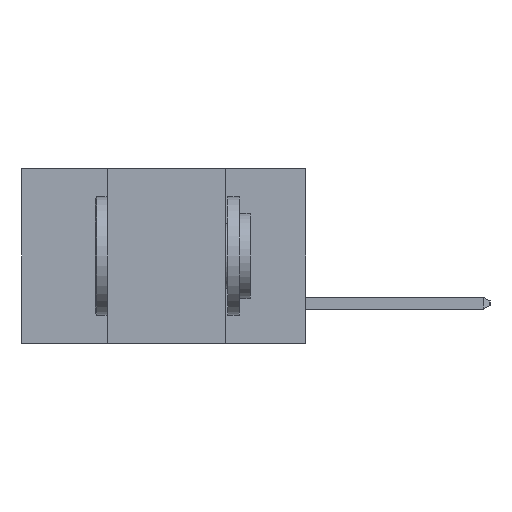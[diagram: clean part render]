
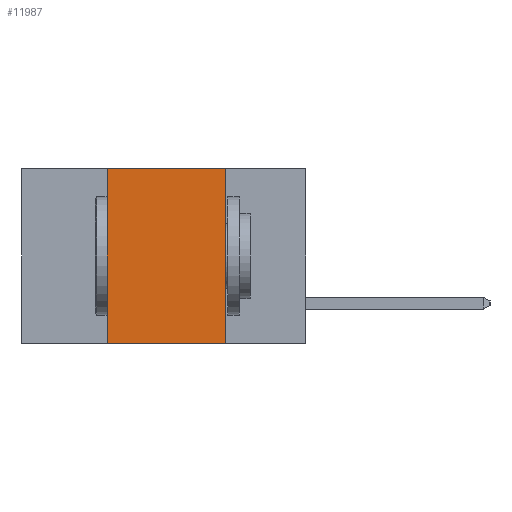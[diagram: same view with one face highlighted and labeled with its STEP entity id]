
A CAD part, left-side view. The second image highlights one B-rep face of the part: STEP entity #11987.
In plain terms, the highlighted planar face has unit normal (-1, 0, 0).
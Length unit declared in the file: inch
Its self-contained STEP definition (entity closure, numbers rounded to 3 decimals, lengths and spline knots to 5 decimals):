
#224 = LINE ( 'NONE', #8675, #10020 ) ;
#737 = VERTEX_POINT ( 'NONE', #10608 ) ;
#1138 = CARTESIAN_POINT ( 'NONE',  ( 0., 0.17, -0.37 ) ) ;
#1765 = EDGE_CURVE ( 'NONE', #4737, #9275, #7582, .T. ) ;
#1826 = VECTOR ( 'NONE', #6391, 39.37008 ) ;
#1956 = PLANE ( 'NONE',  #10105 ) ;
#2392 = CARTESIAN_POINT ( 'NONE',  ( 0., 0.42, -0.37 ) ) ;
#2465 = EDGE_CURVE ( 'NONE', #737, #4737, #3464, .T. ) ;
#3000 = DIRECTION ( 'NONE',  ( 0., 0., -1. ) ) ;
#3141 = EDGE_CURVE ( 'NONE', #3314, #737, #224, .T. ) ;
#3314 = VERTEX_POINT ( 'NONE', #2392 ) ;
#3464 = LINE ( 'NONE', #8193, #1826 ) ;
#3817 = EDGE_CURVE ( 'NONE', #3314, #9275, #4021, .T. ) ;
#4021 = LINE ( 'NONE', #5912, #8263 ) ;
#4206 = DIRECTION ( 'NONE',  ( 0., 0., -1. ) ) ;
#4627 = EDGE_LOOP ( 'NONE', ( #10496, #9928, #7148, #11793 ) ) ;
#4737 = VERTEX_POINT ( 'NONE', #6986 ) ;
#5338 = DIRECTION ( 'NONE',  ( 0., -1., 0. ) ) ;
#5902 = CARTESIAN_POINT ( 'NONE',  ( 0., 0.6, 0. ) ) ;
#5912 = CARTESIAN_POINT ( 'NONE',  ( 0., 0.6, -0.37 ) ) ;
#6391 = DIRECTION ( 'NONE',  ( 0., -1., 0. ) ) ;
#6622 = CARTESIAN_POINT ( 'NONE',  ( 0., 0.17, -0.37 ) ) ;
#6986 = CARTESIAN_POINT ( 'NONE',  ( 0., 0.17, 0. ) ) ;
#7148 = ORIENTED_EDGE ( 'NONE', *, *, #3141, .F. ) ;
#7582 = LINE ( 'NONE', #1138, #12182 ) ;
#7907 = DIRECTION ( 'NONE',  ( 0., 0., 1. ) ) ;
#8073 = FACE_OUTER_BOUND ( 'NONE', #4627, .T. ) ;
#8193 = CARTESIAN_POINT ( 'NONE',  ( 0., 0.6, 0. ) ) ;
#8263 = VECTOR ( 'NONE', #5338, 39.37008 ) ;
#8675 = CARTESIAN_POINT ( 'NONE',  ( 0., 0.42, -0.37 ) ) ;
#8813 = DIRECTION ( 'NONE',  ( 1., 0., 0. ) ) ;
#9275 = VERTEX_POINT ( 'NONE', #6622 ) ;
#9928 = ORIENTED_EDGE ( 'NONE', *, *, #2465, .F. ) ;
#10020 = VECTOR ( 'NONE', #7907, 39.37008 ) ;
#10105 = AXIS2_PLACEMENT_3D ( 'NONE', #5902, #8813, #3000 ) ;
#10496 = ORIENTED_EDGE ( 'NONE', *, *, #1765, .F. ) ;
#10608 = CARTESIAN_POINT ( 'NONE',  ( 0., 0.42, 0. ) ) ;
#11793 = ORIENTED_EDGE ( 'NONE', *, *, #3817, .T. ) ;
#11987 = ADVANCED_FACE ( 'NONE', ( #8073 ), #1956, .F. ) ;
#12182 = VECTOR ( 'NONE', #4206, 39.37008 ) ;
